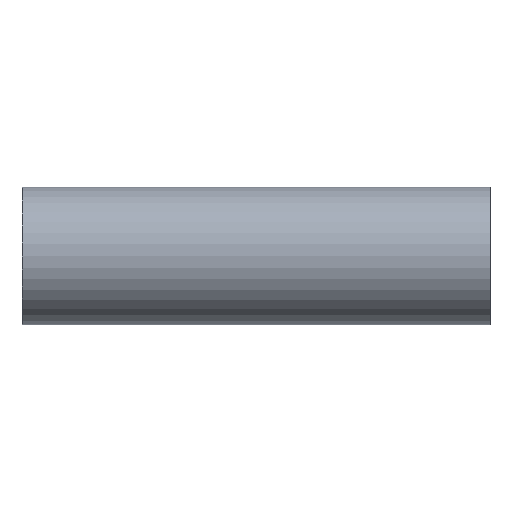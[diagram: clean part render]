
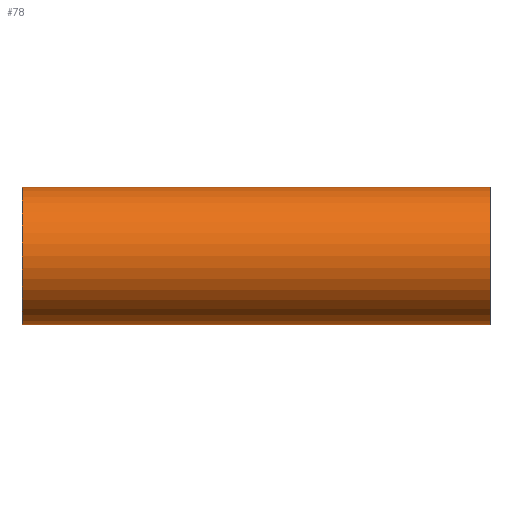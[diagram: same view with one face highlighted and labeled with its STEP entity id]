
A CAD part, front view. The second image highlights one B-rep face of the part: STEP entity #78.
In plain terms, the highlighted cylindrical face has radius 22 mm (diameter 44 mm), a full revolution.
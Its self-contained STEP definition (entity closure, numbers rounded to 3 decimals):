
#78 = ADVANCED_FACE( '', ( #89, #90 ), #91, .T. );
#89 = FACE_OUTER_BOUND( '', #101, .T. );
#90 = FACE_OUTER_BOUND( '', #102, .T. );
#91 = CYLINDRICAL_SURFACE( '', #103, 22. );
#101 = EDGE_LOOP( '', ( #119 ) );
#102 = EDGE_LOOP( '', ( #120 ) );
#103 = AXIS2_PLACEMENT_3D( '', #121, #122, #123 );
#119 = ORIENTED_EDGE( '', *, *, #125, .T. );
#120 = ORIENTED_EDGE( '', *, *, #127, .F. );
#121 = CARTESIAN_POINT( '', ( 150., 0., 0. ) );
#122 = DIRECTION( '', ( -1., 0., 0. ) );
#123 = DIRECTION( '', ( 0., 0., -1. ) );
#125 = EDGE_CURVE( '', #130, #130, #131, .T. );
#127 = EDGE_CURVE( '', #134, #134, #135, .T. );
#130 = VERTEX_POINT( '', #138 );
#131 = CIRCLE( '', #139, 22. );
#134 = VERTEX_POINT( '', #142 );
#135 = CIRCLE( '', #143, 22. );
#138 = CARTESIAN_POINT( '', ( 0., 0., -22. ) );
#139 = AXIS2_PLACEMENT_3D( '', #147, #148, #149 );
#142 = CARTESIAN_POINT( '', ( 150., 0., -22. ) );
#143 = AXIS2_PLACEMENT_3D( '', #153, #154, #155 );
#147 = CARTESIAN_POINT( '', ( 0., 0., 0. ) );
#148 = DIRECTION( '', ( 1., 0., 0. ) );
#149 = DIRECTION( '', ( 0., 0., -1. ) );
#153 = CARTESIAN_POINT( '', ( 150., 0., 0. ) );
#154 = DIRECTION( '', ( 1., 0., 0. ) );
#155 = DIRECTION( '', ( 0., 0., -1. ) );
